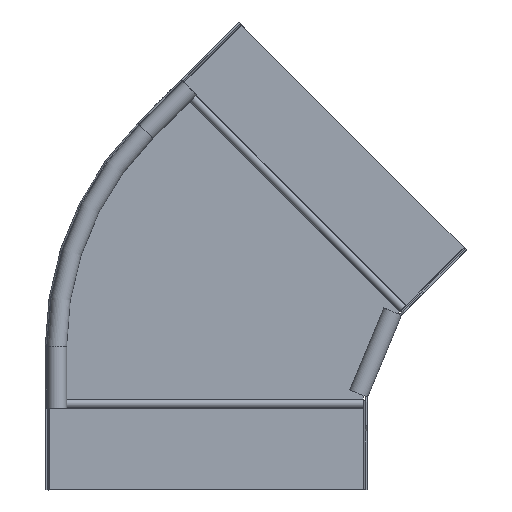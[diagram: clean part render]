
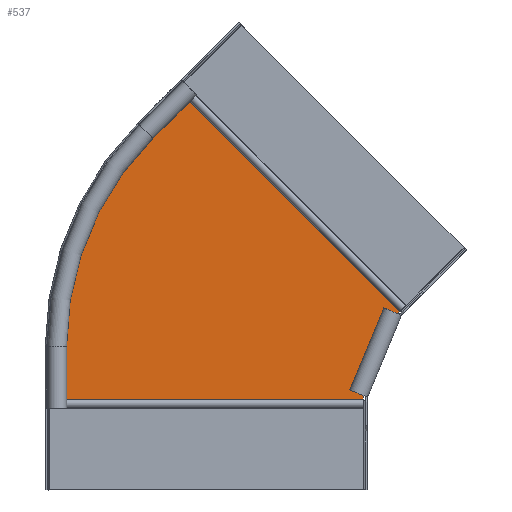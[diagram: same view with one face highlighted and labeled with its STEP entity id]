
A CAD part, top view. The second image highlights one B-rep face of the part: STEP entity #537.
In plain terms, the highlighted planar face has unit normal (0, 0, 1).
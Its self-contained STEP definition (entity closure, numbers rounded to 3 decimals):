
#72=DIRECTION('',(0.383,0.924,0.));
#73=VECTOR('',#72,57.822);
#74=CARTESIAN_POINT('',(0.,58.485,0.));
#75=LINE('',#74,#73);
#76=CARTESIAN_POINT('',(-1.501,90.4,0.));
#77=DIRECTION('',(0.,0.,1.));
#78=DIRECTION('',(-0.707,0.707,0.));
#79=AXIS2_PLACEMENT_3D('',#76,#77,#78);
#81=DIRECTION('',(-0.707,-0.707,0.));
#82=VECTOR('',#81,33.072);
#83=CARTESIAN_POINT('',(-117.415,253.085,
0.));
#84=LINE('',#83,#82);
#85=DIRECTION('',(-0.707,0.707,0.));
#86=VECTOR('',#85,198.5);
#87=CARTESIAN_POINT('',(22.946,112.724,0.));
#88=LINE('',#87,#86);
#89=DIRECTION('',(0.707,0.707,0.));
#90=VECTOR('',#89,1.157);
#91=CARTESIAN_POINT('',(22.128,111.906,0.));
#92=LINE('',#91,#90);
#116=DIRECTION('',(0.,-1.,0.));
#117=VECTOR('',#116,1.157);
#118=CARTESIAN_POINT('',(0.,58.485,0.));
#119=LINE('',#118,#117);
#277=DIRECTION('',(0.,1.,0.));
#278=VECTOR('',#277,33.072);
#279=CARTESIAN_POINT('',(-198.5,57.328,0.));
#280=LINE('',#279,#278);
#300=DIRECTION('',(-1.,0.,0.));
#301=VECTOR('',#300,198.5);
#302=CARTESIAN_POINT('',(0.,57.328,0.));
#303=LINE('',#302,#301);
#324=CARTESIAN_POINT('',(-117.415,253.085,
0.));
#326=VERTEX_POINT('',#324);
#328=CARTESIAN_POINT('',(0.,58.485,0.));
#329=CARTESIAN_POINT('',(22.128,111.906,0.));
#330=VERTEX_POINT('',#328);
#331=VERTEX_POINT('',#329);
#336=CARTESIAN_POINT('',(-140.8,229.7,0.));
#338=VERTEX_POINT('',#336);
#348=CARTESIAN_POINT('',(22.946,112.724,
0.));
#349=VERTEX_POINT('',#348);
#366=CARTESIAN_POINT('',(-198.5,90.4,0.));
#367=VERTEX_POINT('',#366);
#368=CARTESIAN_POINT('',(0.,57.328,0.));
#369=CARTESIAN_POINT('',(-198.5,57.328,0.));
#370=VERTEX_POINT('',#368);
#371=VERTEX_POINT('',#369);
#516=CARTESIAN_POINT('',(-1.501,90.4,0.));
#517=DIRECTION('',(0.,0.,-1.));
#518=DIRECTION('',(-1.,0.,0.));
#519=AXIS2_PLACEMENT_3D('',#516,#517,#518);
#520=PLANE('',#519);
#522=ORIENTED_EDGE('',*,*,#521,.F.);
#524=ORIENTED_EDGE('',*,*,#523,.T.);
#526=ORIENTED_EDGE('',*,*,#525,.T.);
#528=ORIENTED_EDGE('',*,*,#527,.T.);
#530=ORIENTED_EDGE('',*,*,#529,.F.);
#532=ORIENTED_EDGE('',*,*,#531,.F.);
#533=ORIENTED_EDGE('',*,*,#508,.F.);
#534=ORIENTED_EDGE('',*,*,#448,.F.);
#535=EDGE_LOOP('',(#522,#524,#526,#528,#530,#532,#533,#534));
#536=FACE_OUTER_BOUND('',#535,.F.);
#537=ADVANCED_FACE('',(#536),#520,.F.);
#80=CIRCLE('',#79,196.999);
#448=EDGE_CURVE('',#331,#349,#92,.T.);
#508=EDGE_CURVE('',#349,#326,#88,.T.);
#521=EDGE_CURVE('',#330,#331,#75,.T.);
#523=EDGE_CURVE('',#330,#370,#119,.T.);
#525=EDGE_CURVE('',#370,#371,#303,.T.);
#527=EDGE_CURVE('',#371,#367,#280,.T.);
#529=EDGE_CURVE('',#338,#367,#80,.T.);
#531=EDGE_CURVE('',#326,#338,#84,.T.);
